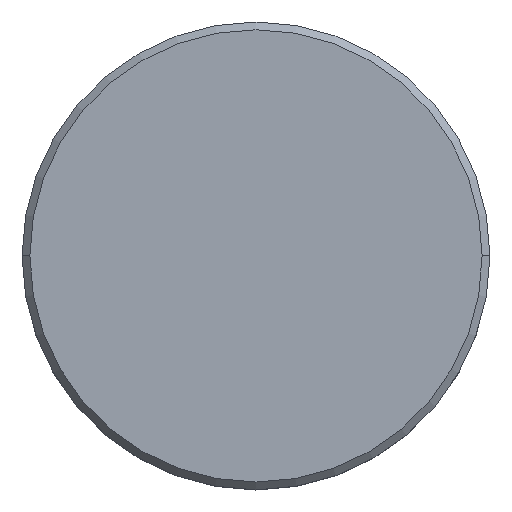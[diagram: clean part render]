
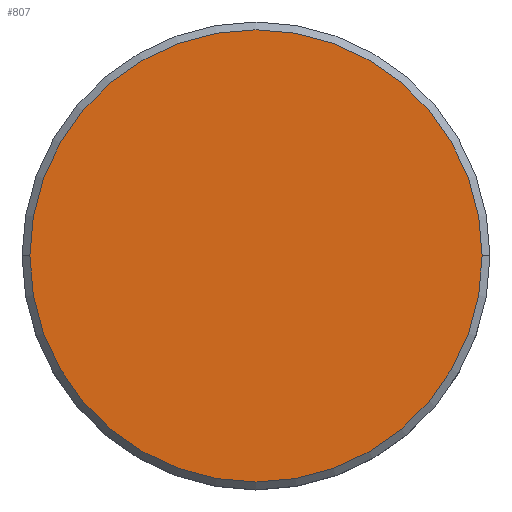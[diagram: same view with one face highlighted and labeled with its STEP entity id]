
A CAD part, top view. The second image highlights one B-rep face of the part: STEP entity #807.
In plain terms, the highlighted planar face has unit normal (0, 0, 1).
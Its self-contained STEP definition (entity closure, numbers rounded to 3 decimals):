
#8 = EDGE_LOOP ( 'NONE', ( #28, #674 ) ) ;
#15 = AXIS2_PLACEMENT_3D ( 'NONE', #516, #417, #742 ) ;
#28 = ORIENTED_EDGE ( 'NONE', *, *, #361, .T. ) ;
#145 = CIRCLE ( 'NONE', #163, 14.5 ) ;
#163 = AXIS2_PLACEMENT_3D ( 'NONE', #288, #861, #851 ) ;
#215 = CARTESIAN_POINT ( 'NONE',  ( 14.5, 0., 0. ) ) ;
#238 = CARTESIAN_POINT ( 'NONE',  ( 0., 0., 0. ) ) ;
#288 = CARTESIAN_POINT ( 'NONE',  ( 0., 0., 0. ) ) ;
#333 = DIRECTION ( 'NONE',  ( 0., 0., 1. ) ) ;
#361 = EDGE_CURVE ( 'NONE', #1038, #747, #734, .T. ) ;
#402 = FACE_OUTER_BOUND ( 'NONE', #8, .T. ) ;
#417 = DIRECTION ( 'NONE',  ( 0., 0., 1. ) ) ;
#516 = CARTESIAN_POINT ( 'NONE',  ( 0., 0., 0. ) ) ;
#674 = ORIENTED_EDGE ( 'NONE', *, *, #1040, .T. ) ;
#734 = CIRCLE ( 'NONE', #15, 14.5 ) ;
#736 = DIRECTION ( 'NONE',  ( 1., 0., 0. ) ) ;
#742 = DIRECTION ( 'NONE',  ( 1., 0., 0. ) ) ;
#747 = VERTEX_POINT ( 'NONE', #215 ) ;
#807 = ADVANCED_FACE ( 'NONE', ( #402 ), #817, .T. ) ;
#817 = PLANE ( 'NONE',  #943 ) ;
#851 = DIRECTION ( 'NONE',  ( 1., 0., 0. ) ) ;
#861 = DIRECTION ( 'NONE',  ( 0., 0., 1. ) ) ;
#934 = CARTESIAN_POINT ( 'NONE',  ( -14.5, 0., 0. ) ) ;
#943 = AXIS2_PLACEMENT_3D ( 'NONE', #238, #333, #736 ) ;
#1038 = VERTEX_POINT ( 'NONE', #934 ) ;
#1040 = EDGE_CURVE ( 'NONE', #747, #1038, #145, .T. ) ;
